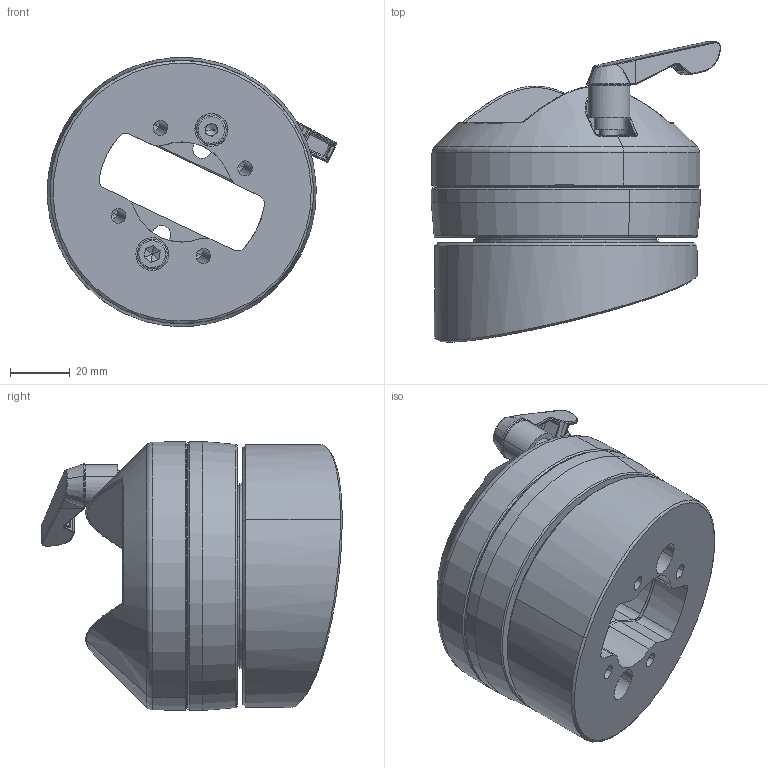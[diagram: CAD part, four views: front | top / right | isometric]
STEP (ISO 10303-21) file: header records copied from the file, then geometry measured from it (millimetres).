
FILE_DESCRIPTION (( 'STEP AP214' ), '1' );
FILE_NAME ('49447376.STEP', '2016-02-25T07:56:59', ( 'Macha' ), ( 'Hewlett-Packard Company' ), 'SwSTEP 2.0', 'SolidWorks 2015', '' );
FILE_SCHEMA (( 'AUTOMOTIVE_DESIGN' ));
Length unit declared in the file: millimetre
Products named in the file (14): 94459; 56600; 12961; 84165; 41880; 84409; 49447376; 93340; 93264; 84166; 84407_10mm lang; 82983; 98147; 82984
Assembly tree (15 placements, depth 3):
  49447376
    84409
    41880  x2
    84165
    56600
      12961
    94459
    82984
    98147  x2
    82983
    84407_10mm lang
    84166
    93264
    93340
Bounding box: 96.78 x 100.45 x 89.97 mm (x, y, z)
Volume: 266825.5 mm3; surface area: 90222.5 mm2
Topology: 14 solids, 14 shells, 578 faces, 1375 edges, 831 vertices
Faces by surface type: cylinder 232, plane 131, cone 101, bspline 76, torus 30, sphere 8
Entity records: 19887 total; most frequent: CARTESIAN_POINT 6542, DIRECTION 2631, ORIENTED_EDGE 2602, EDGE_CURVE 1301, AXIS2_PLACEMENT_3D 1073, VERTEX_POINT 796, EDGE_LOOP 625, CIRCLE 579
